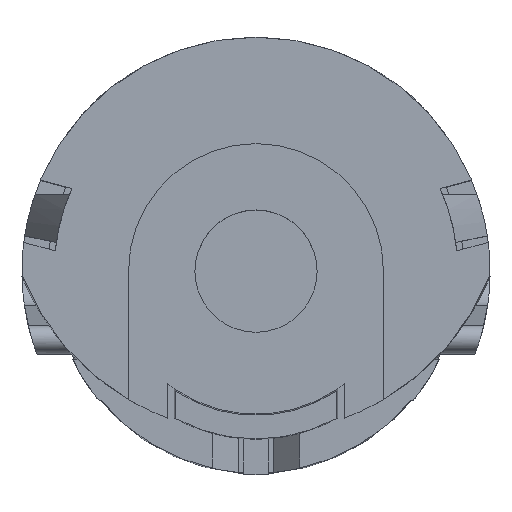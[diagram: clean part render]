
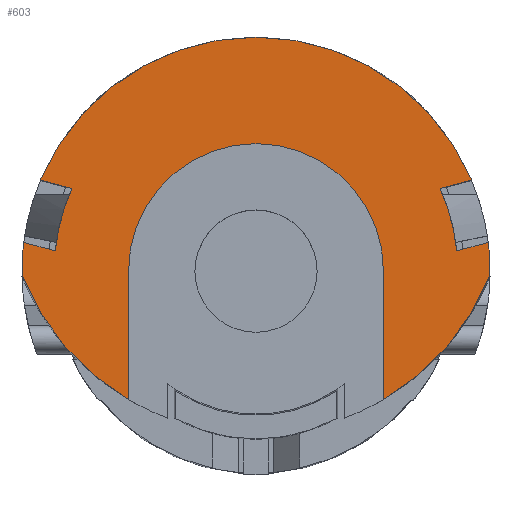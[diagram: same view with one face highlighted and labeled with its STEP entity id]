
A CAD part, top view. The second image highlights one B-rep face of the part: STEP entity #603.
In plain terms, the highlighted planar face has unit normal (0, 0, 1).
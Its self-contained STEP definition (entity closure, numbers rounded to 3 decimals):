
#603=ADVANCED_FACE('',(#922),#735,.F.);
#735=PLANE('',#4168);
#922=FACE_OUTER_BOUND('',#1139,.T.);
#1139=EDGE_LOOP('',(#2346,#2347,#2348,#2349,#2350,#2351,#2352,#2353,#2354,
#2355,#2356,#2357,#2358,#2359));
#1205=CIRCLE('',#3918,7.25);
#1207=CIRCLE('',#3920,7.25);
#1209=CIRCLE('',#3922,7.25);
#1241=CIRCLE('',#4028,6.25);
#1247=CIRCLE('',#4040,6.25);
#1264=CIRCLE('',#4146,7.8);
#1265=CIRCLE('',#4150,7.8);
#1268=CIRCLE('',#4163,3.95);
#2346=ORIENTED_EDGE('',*,*,#3306,.T.);
#2347=ORIENTED_EDGE('',*,*,#3282,.T.);
#2348=ORIENTED_EDGE('',*,*,#3297,.T.);
#2349=ORIENTED_EDGE('',*,*,#2948,.T.);
#2350=ORIENTED_EDGE('',*,*,#3286,.T.);
#2351=ORIENTED_EDGE('',*,*,#3137,.T.);
#2352=ORIENTED_EDGE('',*,*,#3284,.T.);
#2353=ORIENTED_EDGE('',*,*,#2944,.T.);
#2354=ORIENTED_EDGE('',*,*,#3295,.T.);
#2355=ORIENTED_EDGE('',*,*,#3155,.T.);
#2356=ORIENTED_EDGE('',*,*,#3293,.T.);
#2357=ORIENTED_EDGE('',*,*,#2940,.T.);
#2358=ORIENTED_EDGE('',*,*,#3292,.F.);
#2359=ORIENTED_EDGE('',*,*,#3307,.T.);
#2552=VERTEX_POINT('',#5827);
#2553=VERTEX_POINT('',#5829);
#2556=VERTEX_POINT('',#5835);
#2557=VERTEX_POINT('',#5837);
#2560=VERTEX_POINT('',#5843);
#2561=VERTEX_POINT('',#5845);
#2682=VERTEX_POINT('',#6760);
#2683=VERTEX_POINT('',#6762);
#2696=VERTEX_POINT('',#6822);
#2697=VERTEX_POINT('',#6824);
#2746=VERTEX_POINT('',#7687);
#2747=VERTEX_POINT('',#7689);
#2750=VERTEX_POINT('',#7704);
#2753=VERTEX_POINT('',#7733);
#2940=EDGE_CURVE('',#2553,#2552,#1205,.T.);
#2944=EDGE_CURVE('',#2557,#2556,#1207,.T.);
#2948=EDGE_CURVE('',#2561,#2560,#1209,.T.);
#3137=EDGE_CURVE('',#2683,#2682,#1241,.T.);
#3155=EDGE_CURVE('',#2697,#2696,#1247,.T.);
#3282=EDGE_CURVE('',#2747,#2746,#3544,.T.);
#3284=EDGE_CURVE('',#2682,#2557,#3546,.T.);
#3286=EDGE_CURVE('',#2560,#2683,#3548,.T.);
#3292=EDGE_CURVE('',#2750,#2552,#1264,.T.);
#3293=EDGE_CURVE('',#2696,#2553,#3552,.T.);
#3295=EDGE_CURVE('',#2556,#2697,#3554,.T.);
#3297=EDGE_CURVE('',#2746,#2561,#1265,.T.);
#3306=EDGE_CURVE('',#2753,#2747,#1268,.T.);
#3307=EDGE_CURVE('',#2750,#2753,#3562,.T.);
#3544=LINE('',#7688,#3790);
#3546=LINE('',#7692,#3792);
#3548=LINE('',#7695,#3794);
#3552=LINE('',#7707,#3798);
#3554=LINE('',#7710,#3800);
#3562=LINE('',#7737,#3808);
#3790=VECTOR('',#5053,1.);
#3792=VECTOR('',#5057,1.);
#3794=VECTOR('',#5061,1.);
#3798=VECTOR('',#5075,1.);
#3800=VECTOR('',#5079,1.);
#3808=VECTOR('',#5119,1.);
#3918=AXIS2_PLACEMENT_3D('',#5828,#4445,#4446);
#3920=AXIS2_PLACEMENT_3D('',#5836,#4451,#4452);
#3922=AXIS2_PLACEMENT_3D('',#5844,#4457,#4458);
#4028=AXIS2_PLACEMENT_3D('',#6761,#4755,#4756);
#4040=AXIS2_PLACEMENT_3D('',#6823,#4783,#4784);
#4146=AXIS2_PLACEMENT_3D('',#7705,#5071,#5072);
#4150=AXIS2_PLACEMENT_3D('',#7713,#5083,#5084);
#4163=AXIS2_PLACEMENT_3D('',#7735,#5115,#5116);
#4168=AXIS2_PLACEMENT_3D('',#7743,#5127,#5128);
#4445=DIRECTION('',(0.,0.,1.));
#4446=DIRECTION('',(-1.,0.,0.));
#4451=DIRECTION('',(0.,0.,1.));
#4452=DIRECTION('',(-1.,0.,0.));
#4457=DIRECTION('',(0.,0.,1.));
#4458=DIRECTION('',(-1.,0.,0.));
#4755=DIRECTION('',(0.,0.,1.));
#4756=DIRECTION('',(0.,-1.,0.));
#4783=DIRECTION('',(0.,0.,1.));
#4784=DIRECTION('',(0.,-1.,0.));
#5053=DIRECTION('',(0.,-1.,0.));
#5057=DIRECTION('',(0.966,0.259,0.));
#5061=DIRECTION('',(-0.966,-0.259,0.));
#5071=DIRECTION('',(0.,0.,-1.));
#5072=DIRECTION('',(-1.,0.,0.));
#5075=DIRECTION('',(-0.966,0.259,0.));
#5079=DIRECTION('',(0.966,-0.259,0.));
#5083=DIRECTION('',(0.,0.,1.));
#5084=DIRECTION('',(-1.,0.,0.));
#5115=DIRECTION('',(0.,0.,-1.));
#5116=DIRECTION('',(0.,-1.,0.));
#5119=DIRECTION('',(0.,1.,0.));
#5127=DIRECTION('',(0.,0.,-1.));
#5128=DIRECTION('',(0.,-1.,0.));
#5827=CARTESIAN_POINT('',(-7.249,-0.13,29.8));
#5828=CARTESIAN_POINT('',(0.,0.,29.8));
#5829=CARTESIAN_POINT('',(-7.195,0.893,29.8));
#5835=CARTESIAN_POINT('',(-6.677,2.824,29.8));
#5836=CARTESIAN_POINT('',(0.,0.,29.8));
#5837=CARTESIAN_POINT('',(6.677,2.824,29.8));
#5843=CARTESIAN_POINT('',(7.195,0.893,29.8));
#5844=CARTESIAN_POINT('',(0.,0.,29.8));
#5845=CARTESIAN_POINT('',(7.249,-0.13,29.8));
#6760=CARTESIAN_POINT('',(5.7,2.563,29.8));
#6761=CARTESIAN_POINT('',(0.,0.,29.8));
#6762=CARTESIAN_POINT('',(6.218,0.631,29.8));
#6822=CARTESIAN_POINT('',(-6.218,0.631,29.8));
#6823=CARTESIAN_POINT('',(0.,0.,29.8));
#6824=CARTESIAN_POINT('',(-5.7,2.563,29.8));
#7687=CARTESIAN_POINT('',(3.95,-3.976,29.8));
#7688=CARTESIAN_POINT('',(3.95,2.75,29.8));
#7689=CARTESIAN_POINT('',(3.95,0.,29.8));
#7692=CARTESIAN_POINT('',(6.677,2.824,29.8));
#7695=CARTESIAN_POINT('',(6.414,0.683,29.8));
#7704=CARTESIAN_POINT('',(-3.95,-3.976,29.8));
#7705=CARTESIAN_POINT('',(0.,2.75,29.8));
#7707=CARTESIAN_POINT('',(-7.195,0.893,29.8));
#7710=CARTESIAN_POINT('',(-5.896,2.615,29.8));
#7713=CARTESIAN_POINT('',(0.,2.75,29.8));
#7733=CARTESIAN_POINT('',(-3.95,0.,29.8));
#7735=CARTESIAN_POINT('',(0.,0.,29.8));
#7737=CARTESIAN_POINT('',(-3.95,2.75,29.8));
#7743=CARTESIAN_POINT('',(0.,2.75,29.8));
